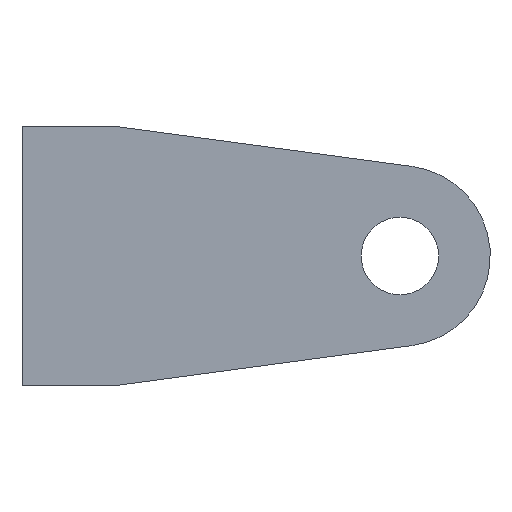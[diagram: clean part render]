
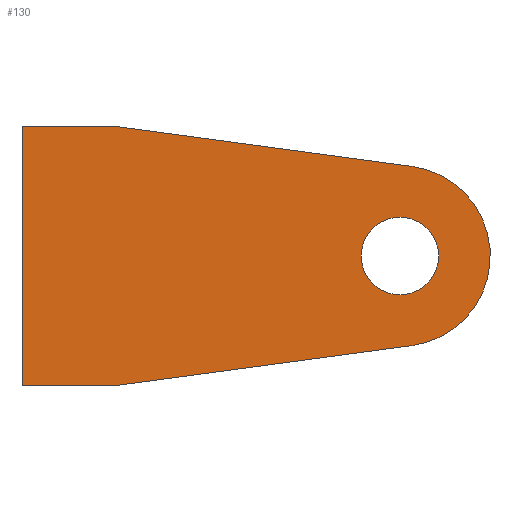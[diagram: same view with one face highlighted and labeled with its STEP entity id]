
A CAD part, left-side view. The second image highlights one B-rep face of the part: STEP entity #130.
In plain terms, the highlighted planar face has unit normal (-1, 0, 0).
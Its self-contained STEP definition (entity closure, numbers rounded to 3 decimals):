
#9 = EDGE_CURVE ( 'NONE', #436, #502, #12, .T. ) ;
#12 = LINE ( 'NONE', #34, #306 ) ;
#22 = ORIENTED_EDGE ( 'NONE', *, *, #572, .F. ) ;
#31 = AXIS2_PLACEMENT_3D ( 'NONE', #503, #205, #86 ) ;
#34 = CARTESIAN_POINT ( 'NONE',  ( -4., -45.373, 13.874 ) ) ;
#36 = ORIENTED_EDGE ( 'NONE', *, *, #176, .F. ) ;
#45 = DIRECTION ( 'NONE',  ( 0., 0., 1. ) ) ;
#49 = CARTESIAN_POINT ( 'NONE',  ( -4., -43.5, 0. ) ) ;
#60 = DIRECTION ( 'NONE',  ( 0., 0.991, -0.134 ) ) ;
#66 = FACE_BOUND ( 'NONE', #403, .T. ) ;
#86 = DIRECTION ( 'NONE',  ( 0., 0., 1. ) ) ;
#100 = LINE ( 'NONE', #453, #342 ) ;
#117 = CARTESIAN_POINT ( 'NONE',  ( -4., 0., 20. ) ) ;
#130 = ADVANCED_FACE ( 'NONE', ( #66, #362 ), #516, .F. ) ;
#144 = DIRECTION ( 'NONE',  ( 0., -1., 0. ) ) ;
#150 = ORIENTED_EDGE ( 'NONE', *, *, #565, .F. ) ;
#163 = VECTOR ( 'NONE', #144, 1000. ) ;
#176 = EDGE_CURVE ( 'NONE', #420, #388, #665, .T. ) ;
#179 = AXIS2_PLACEMENT_3D ( 'NONE', #49, #272, #410 ) ;
#191 = DIRECTION ( 'NONE',  ( -1., 0., 0. ) ) ;
#205 = DIRECTION ( 'NONE',  ( -1., 0., 0. ) ) ;
#214 = AXIS2_PLACEMENT_3D ( 'NONE', #601, #191, #338 ) ;
#254 = DIRECTION ( 'NONE',  ( 0., 0., -1. ) ) ;
#258 = ORIENTED_EDGE ( 'NONE', *, *, #517, .F. ) ;
#268 = LINE ( 'NONE', #652, #454 ) ;
#272 = DIRECTION ( 'NONE',  ( 1., 0., 0. ) ) ;
#278 = EDGE_CURVE ( 'NONE', #527, #461, #100, .T. ) ;
#306 = VECTOR ( 'NONE', #609, 1000. ) ;
#311 = CARTESIAN_POINT ( 'NONE',  ( -4., -45.373, -13.874 ) ) ;
#338 = DIRECTION ( 'NONE',  ( 0., 0., 1. ) ) ;
#342 = VECTOR ( 'NONE', #60, 1000. ) ;
#349 = DIRECTION ( 'NONE',  ( 0., 1., 0. ) ) ;
#362 = FACE_OUTER_BOUND ( 'NONE', #510, .T. ) ;
#385 = VERTEX_POINT ( 'NONE', #538 ) ;
#388 = VERTEX_POINT ( 'NONE', #424 ) ;
#391 = CARTESIAN_POINT ( 'NONE',  ( -4., -45.373, 13.874 ) ) ;
#395 = ORIENTED_EDGE ( 'NONE', *, *, #278, .F. ) ;
#398 = CARTESIAN_POINT ( 'NONE',  ( -4., -43.5, 0. ) ) ;
#403 = EDGE_LOOP ( 'NONE', ( #607, #606 ) ) ;
#410 = DIRECTION ( 'NONE',  ( 0., 0., -1. ) ) ;
#420 = VERTEX_POINT ( 'NONE', #595 ) ;
#423 = CIRCLE ( 'NONE', #31, 6. ) ;
#424 = CARTESIAN_POINT ( 'NONE',  ( -4., 15., 20. ) ) ;
#436 = VERTEX_POINT ( 'NONE', #117 ) ;
#453 = CARTESIAN_POINT ( 'NONE',  ( -4., 0., -20. ) ) ;
#454 = VECTOR ( 'NONE', #349, 1000. ) ;
#460 = EDGE_CURVE ( 'NONE', #567, #385, #547, .T. ) ;
#461 = VERTEX_POINT ( 'NONE', #540 ) ;
#463 = LINE ( 'NONE', #605, #163 ) ;
#502 = VERTEX_POINT ( 'NONE', #391 ) ;
#503 = CARTESIAN_POINT ( 'NONE',  ( -4., -43.5, 0. ) ) ;
#505 = CARTESIAN_POINT ( 'NONE',  ( -4., -43.5, 6. ) ) ;
#510 = EDGE_LOOP ( 'NONE', ( #258, #395, #150, #611, #22, #36 ) ) ;
#516 = PLANE ( 'NONE',  #179 ) ;
#517 = EDGE_CURVE ( 'NONE', #461, #420, #268, .T. ) ;
#520 = CIRCLE ( 'NONE', #608, 14. ) ;
#521 = CARTESIAN_POINT ( 'NONE',  ( -4., 15., 20. ) ) ;
#527 = VERTEX_POINT ( 'NONE', #311 ) ;
#538 = CARTESIAN_POINT ( 'NONE',  ( -4., -43.5, -6. ) ) ;
#540 = CARTESIAN_POINT ( 'NONE',  ( -4., 0., -20. ) ) ;
#547 = CIRCLE ( 'NONE', #214, 6. ) ;
#552 = DIRECTION ( 'NONE',  ( 1., 0., 0. ) ) ;
#565 = EDGE_CURVE ( 'NONE', #502, #527, #520, .T. ) ;
#567 = VERTEX_POINT ( 'NONE', #505 ) ;
#572 = EDGE_CURVE ( 'NONE', #388, #436, #463, .T. ) ;
#589 = EDGE_CURVE ( 'NONE', #385, #567, #423, .T. ) ;
#595 = CARTESIAN_POINT ( 'NONE',  ( -4., 15., -20. ) ) ;
#601 = CARTESIAN_POINT ( 'NONE',  ( -4., -43.5, 0. ) ) ;
#605 = CARTESIAN_POINT ( 'NONE',  ( -4., 0., 20. ) ) ;
#606 = ORIENTED_EDGE ( 'NONE', *, *, #589, .F. ) ;
#607 = ORIENTED_EDGE ( 'NONE', *, *, #460, .F. ) ;
#608 = AXIS2_PLACEMENT_3D ( 'NONE', #398, #552, #254 ) ;
#609 = DIRECTION ( 'NONE',  ( 0., -0.991, -0.134 ) ) ;
#611 = ORIENTED_EDGE ( 'NONE', *, *, #9, .F. ) ;
#637 = VECTOR ( 'NONE', #45, 1000. ) ;
#652 = CARTESIAN_POINT ( 'NONE',  ( -4., 15., -20. ) ) ;
#665 = LINE ( 'NONE', #521, #637 ) ;
